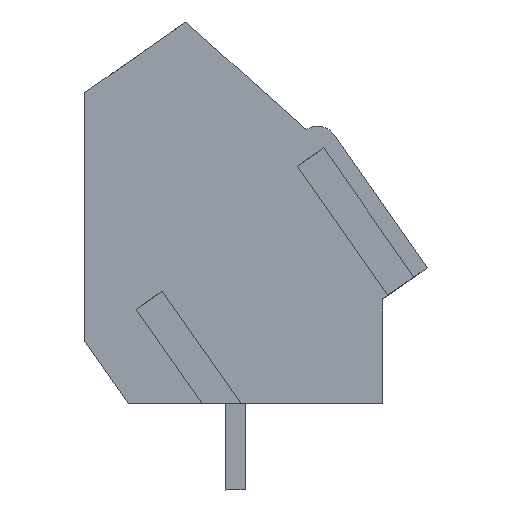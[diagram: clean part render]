
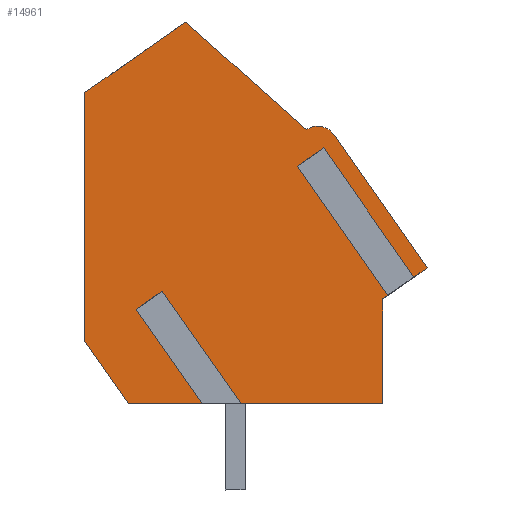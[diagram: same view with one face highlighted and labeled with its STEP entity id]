
A CAD part, left-side view. The second image highlights one B-rep face of the part: STEP entity #14961.
In plain terms, the highlighted planar face has unit normal (-1, 0, 0).
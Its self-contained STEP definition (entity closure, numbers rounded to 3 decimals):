
#14727=AXIS2_PLACEMENT_3D('Circle Axis2P3D',#14725,#14726,$) ;
#14897=AXIS2_PLACEMENT_3D('Plane Axis2P3D',#14894,#14895,#14896) ;
#13859=CARTESIAN_POINT('Vertex',(0.55,0.,9.018)) ;
#13862=CARTESIAN_POINT('Line Origine',(0.55,0.397,8.74)) ;
#13866=CARTESIAN_POINT('Vertex',(0.55,0.794,8.462)) ;
#13887=CARTESIAN_POINT('Vertex',(0.55,1.336,8.083)) ;
#13890=CARTESIAN_POINT('Line Origine',(0.55,1.568,7.92)) ;
#13894=CARTESIAN_POINT('Vertex',(0.55,1.8,7.758)) ;
#14338=CARTESIAN_POINT('Vertex',(0.55,1.8,3.5)) ;
#14341=CARTESIAN_POINT('Line Origine',(0.55,4.87,3.5)) ;
#14345=CARTESIAN_POINT('Vertex',(0.55,7.94,3.5)) ;
#14366=CARTESIAN_POINT('Vertex',(0.55,8.747,3.5)) ;
#14369=CARTESIAN_POINT('Line Origine',(0.55,10.438,3.5)) ;
#14373=CARTESIAN_POINT('Vertex',(0.55,12.128,3.5)) ;
#14525=CARTESIAN_POINT('Line Origine',(0.55,13.014,4.765)) ;
#14529=CARTESIAN_POINT('Vertex',(0.55,13.9,6.03)) ;
#14549=CARTESIAN_POINT('Line Origine',(0.55,13.9,11.081)) ;
#14553=CARTESIAN_POINT('Vertex',(0.55,13.9,16.132)) ;
#14641=CARTESIAN_POINT('Line Origine',(0.55,11.852,17.566)) ;
#14645=CARTESIAN_POINT('Vertex',(0.55,9.804,19.)) ;
#14701=CARTESIAN_POINT('Line Origine',(0.55,7.352,16.811)) ;
#14705=CARTESIAN_POINT('Vertex',(0.55,4.9,14.621)) ;
#14725=CARTESIAN_POINT('Axis2P3D Location',(0.55,4.441,13.966)) ;
#14729=CARTESIAN_POINT('Vertex',(0.55,3.786,14.425)) ;
#14749=CARTESIAN_POINT('Line Origine',(0.55,1.893,11.722)) ;
#14894=CARTESIAN_POINT('Axis2P3D Location',(0.55,13.9,0.)) ;
#14899=CARTESIAN_POINT('Line Origine',(0.55,1.8,5.629)) ;
#14904=CARTESIAN_POINT('Line Origine',(0.55,3.171,10.704)) ;
#14908=CARTESIAN_POINT('Vertex',(0.55,5.007,13.326)) ;
#14911=CARTESIAN_POINT('Line Origine',(0.55,4.736,13.515)) ;
#14915=CARTESIAN_POINT('Vertex',(0.55,4.465,13.705)) ;
#14918=CARTESIAN_POINT('Line Origine',(0.55,2.629,11.084)) ;
#14923=CARTESIAN_POINT('Line Origine',(0.55,10.154,5.508)) ;
#14927=CARTESIAN_POINT('Vertex',(0.55,11.56,7.516)) ;
#14930=CARTESIAN_POINT('Line Origine',(0.55,11.289,7.706)) ;
#14934=CARTESIAN_POINT('Vertex',(0.55,11.018,7.896)) ;
#14937=CARTESIAN_POINT('Line Origine',(0.55,9.479,5.698)) ;
#13863=DIRECTION('Vector Direction',(0.,0.819,-0.574)) ;
#13891=DIRECTION('Vector Direction',(0.,0.819,-0.574)) ;
#14342=DIRECTION('Vector Direction',(0.,1.,0.)) ;
#14370=DIRECTION('Vector Direction',(0.,1.,0.)) ;
#14526=DIRECTION('Vector Direction',(0.,0.574,0.819)) ;
#14550=DIRECTION('Vector Direction',(0.,0.,1.)) ;
#14642=DIRECTION('Vector Direction',(0.,-0.819,0.574)) ;
#14702=DIRECTION('Vector Direction',(0.,-0.746,-0.666)) ;
#14726=DIRECTION('Axis2P3D Direction',(-1.,0.,0.)) ;
#14750=DIRECTION('Vector Direction',(0.,-0.574,-0.819)) ;
#14895=DIRECTION('Axis2P3D Direction',(-1.,0.,0.)) ;
#14896=DIRECTION('Axis2P3D XDirection',(0.,-1.,0.)) ;
#14900=DIRECTION('Vector Direction',(0.,0.,-1.)) ;
#14905=DIRECTION('Vector Direction',(0.,-0.574,-0.819)) ;
#14912=DIRECTION('Vector Direction',(0.,0.819,-0.574)) ;
#14919=DIRECTION('Vector Direction',(0.,-0.574,-0.819)) ;
#14924=DIRECTION('Vector Direction',(0.,-0.574,-0.819)) ;
#14931=DIRECTION('Vector Direction',(0.,-0.819,0.574)) ;
#14938=DIRECTION('Vector Direction',(0.,-0.574,-0.819)) ;
#13864=VECTOR('Line Direction',#13863,1.) ;
#13892=VECTOR('Line Direction',#13891,1.) ;
#14343=VECTOR('Line Direction',#14342,1.) ;
#14371=VECTOR('Line Direction',#14370,1.) ;
#14527=VECTOR('Line Direction',#14526,1.) ;
#14551=VECTOR('Line Direction',#14550,1.) ;
#14643=VECTOR('Line Direction',#14642,1.) ;
#14703=VECTOR('Line Direction',#14702,1.) ;
#14751=VECTOR('Line Direction',#14750,1.) ;
#14901=VECTOR('Line Direction',#14900,1.) ;
#14906=VECTOR('Line Direction',#14905,1.) ;
#14913=VECTOR('Line Direction',#14912,1.) ;
#14920=VECTOR('Line Direction',#14919,1.) ;
#14925=VECTOR('Line Direction',#14924,1.) ;
#14932=VECTOR('Line Direction',#14931,1.) ;
#14939=VECTOR('Line Direction',#14938,1.) ;
#14943=ORIENTED_EDGE('',*,*,#14347,.T.) ;
#14944=ORIENTED_EDGE('',*,*,#14903,.T.) ;
#14945=ORIENTED_EDGE('',*,*,#13896,.T.) ;
#14946=ORIENTED_EDGE('',*,*,#14910,.F.) ;
#14947=ORIENTED_EDGE('',*,*,#14917,.F.) ;
#14948=ORIENTED_EDGE('',*,*,#14922,.T.) ;
#14949=ORIENTED_EDGE('',*,*,#13868,.T.) ;
#14950=ORIENTED_EDGE('',*,*,#14753,.T.) ;
#14951=ORIENTED_EDGE('',*,*,#14731,.T.) ;
#14952=ORIENTED_EDGE('',*,*,#14707,.T.) ;
#14953=ORIENTED_EDGE('',*,*,#14647,.T.) ;
#14954=ORIENTED_EDGE('',*,*,#14555,.T.) ;
#14955=ORIENTED_EDGE('',*,*,#14531,.T.) ;
#14956=ORIENTED_EDGE('',*,*,#14375,.T.) ;
#14957=ORIENTED_EDGE('',*,*,#14929,.F.) ;
#14958=ORIENTED_EDGE('',*,*,#14936,.F.) ;
#14959=ORIENTED_EDGE('',*,*,#14941,.T.) ;
#14961=ADVANCED_FACE('HOUSING',(#14960),#14898,.T.) ;
#14728=CIRCLE('generated circle',#14727,0.8) ;
#13868=EDGE_CURVE('',#13867,#13860,#13865,.F.) ;
#13896=EDGE_CURVE('',#13895,#13888,#13893,.F.) ;
#14347=EDGE_CURVE('',#14346,#14339,#14344,.F.) ;
#14375=EDGE_CURVE('',#14374,#14367,#14372,.F.) ;
#14531=EDGE_CURVE('',#14530,#14374,#14528,.F.) ;
#14555=EDGE_CURVE('',#14554,#14530,#14552,.F.) ;
#14647=EDGE_CURVE('',#14646,#14554,#14644,.F.) ;
#14707=EDGE_CURVE('',#14706,#14646,#14704,.F.) ;
#14731=EDGE_CURVE('',#14730,#14706,#14728,.T.) ;
#14753=EDGE_CURVE('',#13860,#14730,#14752,.F.) ;
#14903=EDGE_CURVE('',#14339,#13895,#14902,.F.) ;
#14910=EDGE_CURVE('',#14909,#13888,#14907,.T.) ;
#14917=EDGE_CURVE('',#14916,#14909,#14914,.T.) ;
#14922=EDGE_CURVE('',#14916,#13867,#14921,.T.) ;
#14929=EDGE_CURVE('',#14928,#14367,#14926,.T.) ;
#14936=EDGE_CURVE('',#14935,#14928,#14933,.F.) ;
#14941=EDGE_CURVE('',#14935,#14346,#14940,.T.) ;
#14942=EDGE_LOOP('',(#14943,#14944,#14945,#14946,#14947,#14948,#14949,#14950,#14951,#14952,#14953,#14954,#14955,#14956,#14957,#14958,#14959)) ;
#14960=FACE_OUTER_BOUND('',#14942,.T.) ;
#13865=LINE('Line',#13862,#13864) ;
#13893=LINE('Line',#13890,#13892) ;
#14344=LINE('Line',#14341,#14343) ;
#14372=LINE('Line',#14369,#14371) ;
#14528=LINE('Line',#14525,#14527) ;
#14552=LINE('Line',#14549,#14551) ;
#14644=LINE('Line',#14641,#14643) ;
#14704=LINE('Line',#14701,#14703) ;
#14752=LINE('Line',#14749,#14751) ;
#14902=LINE('Line',#14899,#14901) ;
#14907=LINE('Line',#14904,#14906) ;
#14914=LINE('Line',#14911,#14913) ;
#14921=LINE('Line',#14918,#14920) ;
#14926=LINE('Line',#14923,#14925) ;
#14933=LINE('Line',#14930,#14932) ;
#14940=LINE('Line',#14937,#14939) ;
#14898=PLANE('',#14897) ;
#13860=VERTEX_POINT('',#13859) ;
#13867=VERTEX_POINT('',#13866) ;
#13888=VERTEX_POINT('',#13887) ;
#13895=VERTEX_POINT('',#13894) ;
#14339=VERTEX_POINT('',#14338) ;
#14346=VERTEX_POINT('',#14345) ;
#14367=VERTEX_POINT('',#14366) ;
#14374=VERTEX_POINT('',#14373) ;
#14530=VERTEX_POINT('',#14529) ;
#14554=VERTEX_POINT('',#14553) ;
#14646=VERTEX_POINT('',#14645) ;
#14706=VERTEX_POINT('',#14705) ;
#14730=VERTEX_POINT('',#14729) ;
#14909=VERTEX_POINT('',#14908) ;
#14916=VERTEX_POINT('',#14915) ;
#14928=VERTEX_POINT('',#14927) ;
#14935=VERTEX_POINT('',#14934) ;
